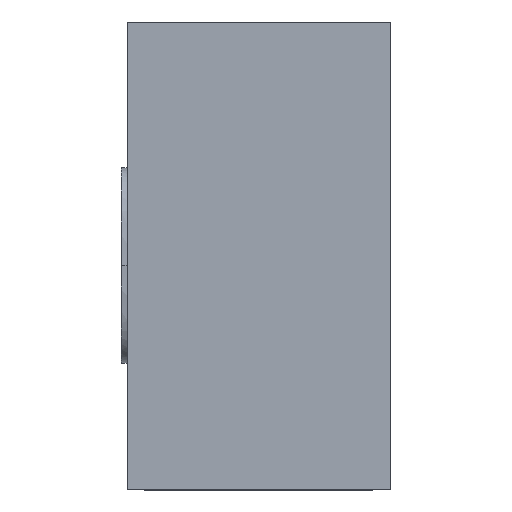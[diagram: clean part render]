
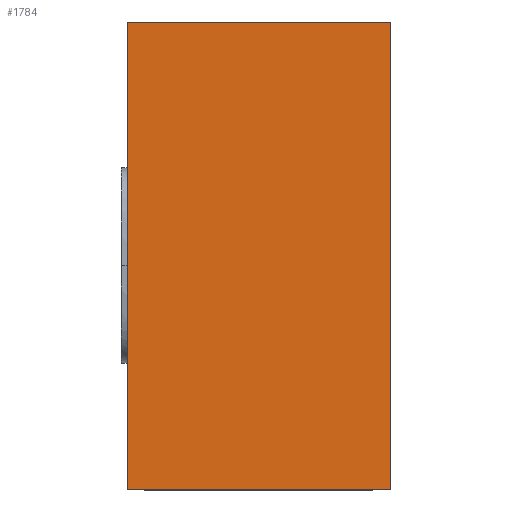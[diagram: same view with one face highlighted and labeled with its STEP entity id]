
A CAD part, left-side view. The second image highlights one B-rep face of the part: STEP entity #1784.
In plain terms, the highlighted planar face has unit normal (-1, 0, 0).
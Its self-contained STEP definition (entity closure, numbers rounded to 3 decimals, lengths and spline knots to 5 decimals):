
#258=FACE_OUTER_BOUND('',#361,.T.);
#361=EDGE_LOOP('',(#1251,#1252,#1253,#1254));
#488=LINE('',#2254,#630);
#490=LINE('',#2258,#632);
#491=LINE('',#2260,#633);
#492=LINE('',#2261,#634);
#630=VECTOR('',#2000,0.8);
#632=VECTOR('',#2004,0.45);
#633=VECTOR('',#2005,0.45);
#634=VECTOR('',#2006,0.8);
#765=VERTEX_POINT('',#2251);
#766=VERTEX_POINT('',#2253);
#767=VERTEX_POINT('',#2257);
#768=VERTEX_POINT('',#2259);
#956=EDGE_CURVE('',#766,#765,#488,.T.);
#958=EDGE_CURVE('',#766,#767,#490,.T.);
#959=EDGE_CURVE('',#768,#765,#491,.T.);
#960=EDGE_CURVE('',#767,#768,#492,.T.);
#1251=ORIENTED_EDGE('',*,*,#958,.F.);
#1252=ORIENTED_EDGE('',*,*,#956,.T.);
#1253=ORIENTED_EDGE('',*,*,#959,.F.);
#1254=ORIENTED_EDGE('',*,*,#960,.F.);
#1743=PLANE('',#1896);
#1784=ADVANCED_FACE('',(#258),#1743,.T.);
#1896=AXIS2_PLACEMENT_3D('',#2256,#2002,#2003);
#2000=DIRECTION('',(0.,0.,-1.));
#2002=DIRECTION('center_axis',(-1.,0.,0.));
#2003=DIRECTION('ref_axis',(0.,1.,0.));
#2004=DIRECTION('',(0.,-1.,0.));
#2005=DIRECTION('',(0.,1.,0.));
#2006=DIRECTION('',(0.,0.,-1.));
#2251=CARTESIAN_POINT('',(0.,0.45,-0.8));
#2253=CARTESIAN_POINT('',(0.,0.45,0.));
#2254=CARTESIAN_POINT('',(0.,0.45,0.));
#2256=CARTESIAN_POINT('Origin',(0.,0.,0.));
#2257=CARTESIAN_POINT('',(0.,0.,0.));
#2258=CARTESIAN_POINT('',(0.,0.45,0.));
#2259=CARTESIAN_POINT('',(0.,0.,-0.8));
#2260=CARTESIAN_POINT('',(0.,0.45,-0.8));
#2261=CARTESIAN_POINT('',(0.,0.,0.));
